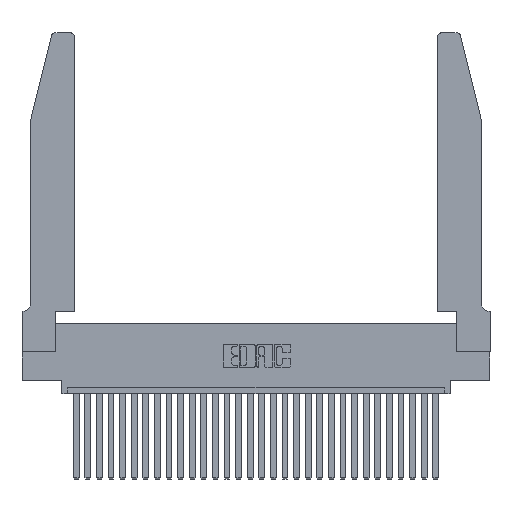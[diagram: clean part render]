
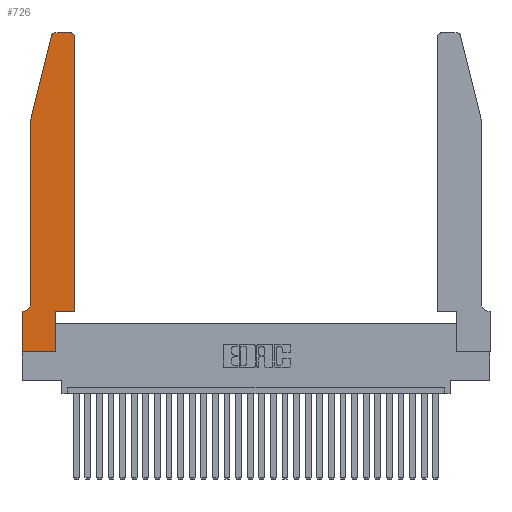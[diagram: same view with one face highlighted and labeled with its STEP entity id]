
A CAD part, top view. The second image highlights one B-rep face of the part: STEP entity #726.
In plain terms, the highlighted planar face has unit normal (0, 0, 1).
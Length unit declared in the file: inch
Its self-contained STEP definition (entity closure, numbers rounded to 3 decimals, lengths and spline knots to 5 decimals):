
#37 = LINE ( 'NONE', #26062, #5881 ) ;
#64 = VECTOR ( 'NONE', #446, 39.37008 ) ;
#121 = CARTESIAN_POINT ( 'NONE',  ( 0.0755, 2., 0.37 ) ) ;
#446 = DIRECTION ( 'NONE',  ( -1., 0., 0. ) ) ;
#650 = CARTESIAN_POINT ( 'NONE',  ( 0.0755, 0.42, 0.37 ) ) ;
#726 = ADVANCED_FACE ( 'NONE', ( #29382 ), #24071, .T. ) ;
#1034 = EDGE_LOOP ( 'NONE', ( #13309, #9551, #5688, #19554, #26910, #24867, #8714, #3860, #3736, #13091, #24352, #28674 ) ) ;
#1197 = EDGE_CURVE ( 'NONE', #22594, #15217, #4995, .T. ) ;
#1404 = CARTESIAN_POINT ( 'NONE',  ( 0.4505, 0.35, 0.37 ) ) ;
#1988 = CARTESIAN_POINT ( 'NONE',  ( 0.4505, 0.35, 0.37 ) ) ;
#2027 = VERTEX_POINT ( 'NONE', #20635 ) ;
#2141 = DIRECTION ( 'NONE',  ( 0., 1., 0. ) ) ;
#2941 = CARTESIAN_POINT ( 'NONE',  ( 0., 0., 0.37 ) ) ;
#3346 = LINE ( 'NONE', #25962, #64 ) ;
#3406 = VECTOR ( 'NONE', #26306, 39.37008 ) ;
#3545 = VECTOR ( 'NONE', #22936, 39.37008 ) ;
#3736 = ORIENTED_EDGE ( 'NONE', *, *, #15600, .T. ) ;
#3860 = ORIENTED_EDGE ( 'NONE', *, *, #11579, .T. ) ;
#4120 = LINE ( 'NONE', #2941, #3406 ) ;
#4324 = CIRCLE ( 'NONE', #19996, 0.03 ) ;
#4415 = LINE ( 'NONE', #25858, #20772 ) ;
#4601 = CIRCLE ( 'NONE', #10989, 0.07 ) ;
#4995 = LINE ( 'NONE', #7738, #3545 ) ;
#5323 = VECTOR ( 'NONE', #8806, 39.37008 ) ;
#5531 = VERTEX_POINT ( 'NONE', #12308 ) ;
#5688 = ORIENTED_EDGE ( 'NONE', *, *, #1197, .T. ) ;
#5881 = VECTOR ( 'NONE', #12140, 39.37008 ) ;
#5918 = EDGE_CURVE ( 'NONE', #14007, #14300, #3346, .T. ) ;
#6339 = DIRECTION ( 'NONE',  ( 1., 0., 0. ) ) ;
#6770 = CARTESIAN_POINT ( 'NONE',  ( 0.25487, 2.72718, 0.37 ) ) ;
#7738 = CARTESIAN_POINT ( 'NONE',  ( 0.0755, 2., 0.37 ) ) ;
#8094 = CARTESIAN_POINT ( 'NONE',  ( 0., 0., 0.37 ) ) ;
#8377 = EDGE_CURVE ( 'NONE', #14300, #22594, #4324, .T. ) ;
#8714 = ORIENTED_EDGE ( 'NONE', *, *, #14892, .T. ) ;
#8781 = CARTESIAN_POINT ( 'NONE',  ( 0., 0., 0.37 ) ) ;
#8806 = DIRECTION ( 'NONE',  ( 0., -1., 0. ) ) ;
#9261 = CARTESIAN_POINT ( 'NONE',  ( 0.2865, 0.35, 0.37 ) ) ;
#9492 = LINE ( 'NONE', #8781, #28014 ) ;
#9551 = ORIENTED_EDGE ( 'NONE', *, *, #8377, .T. ) ;
#10989 = AXIS2_PLACEMENT_3D ( 'NONE', #11862, #23030, #21110 ) ;
#11579 = EDGE_CURVE ( 'NONE', #25284, #17561, #4120, .T. ) ;
#11825 = CARTESIAN_POINT ( 'NONE',  ( 0.2865, 0., 0.37 ) ) ;
#11862 = CARTESIAN_POINT ( 'NONE',  ( 0.0055, 0.42, 0.37 ) ) ;
#12140 = DIRECTION ( 'NONE',  ( 0., 1., 0. ) ) ;
#12258 = CARTESIAN_POINT ( 'NONE',  ( 0.0055, 0.35, 0.37 ) ) ;
#12308 = CARTESIAN_POINT ( 'NONE',  ( 0.4505, 2.72, 0.37 ) ) ;
#12386 = CARTESIAN_POINT ( 'NONE',  ( 0.284, 2.75, 0.37 ) ) ;
#13091 = ORIENTED_EDGE ( 'NONE', *, *, #29740, .T. ) ;
#13309 = ORIENTED_EDGE ( 'NONE', *, *, #5918, .T. ) ;
#13570 = EDGE_CURVE ( 'NONE', #26810, #27419, #4415, .T. ) ;
#13713 = EDGE_CURVE ( 'NONE', #24147, #5531, #37, .T. ) ;
#14007 = VERTEX_POINT ( 'NONE', #25287 ) ;
#14149 = CARTESIAN_POINT ( 'NONE',  ( 0., 0.35, 0.37 ) ) ;
#14300 = VERTEX_POINT ( 'NONE', #12386 ) ;
#14892 = EDGE_CURVE ( 'NONE', #27419, #25284, #9492, .T. ) ;
#15217 = VERTEX_POINT ( 'NONE', #121 ) ;
#15326 = CARTESIAN_POINT ( 'NONE',  ( 0., 0.35, 0.37 ) ) ;
#15580 = CARTESIAN_POINT ( 'NONE',  ( 0.0755, 2., 0.37 ) ) ;
#15600 = EDGE_CURVE ( 'NONE', #17561, #2027, #27966, .T. ) ;
#15750 = CARTESIAN_POINT ( 'NONE',  ( 0.4205, 2.72, 0.37 ) ) ;
#15786 = DIRECTION ( 'NONE',  ( 1., 0., 0. ) ) ;
#16298 = DIRECTION ( 'NONE',  ( -1., 0., 0. ) ) ;
#16816 = EDGE_CURVE ( 'NONE', #22835, #26810, #4601, .T. ) ;
#17561 = VERTEX_POINT ( 'NONE', #11825 ) ;
#17809 = DIRECTION ( 'NONE',  ( 0., -1., 0. ) ) ;
#18134 = CIRCLE ( 'NONE', #19086, 0.03 ) ;
#18183 = AXIS2_PLACEMENT_3D ( 'NONE', #15326, #24680, #22451 ) ;
#19086 = AXIS2_PLACEMENT_3D ( 'NONE', #15750, #25211, #20362 ) ;
#19554 = ORIENTED_EDGE ( 'NONE', *, *, #24245, .T. ) ;
#19996 = AXIS2_PLACEMENT_3D ( 'NONE', #22567, #26970, #6339 ) ;
#20362 = DIRECTION ( 'NONE',  ( 1., 0., 0. ) ) ;
#20635 = CARTESIAN_POINT ( 'NONE',  ( 0.2865, 0.35, 0.37 ) ) ;
#20772 = VECTOR ( 'NONE', #16298, 39.37008 ) ;
#21110 = DIRECTION ( 'NONE',  ( -1., 0., 0. ) ) ;
#21668 = VECTOR ( 'NONE', #15786, 39.37008 ) ;
#22451 = DIRECTION ( 'NONE',  ( 1., 0., 0. ) ) ;
#22567 = CARTESIAN_POINT ( 'NONE',  ( 0.284, 2.72, 0.37 ) ) ;
#22594 = VERTEX_POINT ( 'NONE', #6770 ) ;
#22767 = LINE ( 'NONE', #15580, #5323 ) ;
#22835 = VERTEX_POINT ( 'NONE', #650 ) ;
#22870 = VECTOR ( 'NONE', #2141, 39.37008 ) ;
#22936 = DIRECTION ( 'NONE',  ( -0.239, -0.971, 0. ) ) ;
#23030 = DIRECTION ( 'NONE',  ( 0., 0., -1. ) ) ;
#23166 = EDGE_CURVE ( 'NONE', #5531, #14007, #18134, .T. ) ;
#24071 = PLANE ( 'NONE',  #18183 ) ;
#24147 = VERTEX_POINT ( 'NONE', #1404 ) ;
#24245 = EDGE_CURVE ( 'NONE', #15217, #22835, #22767, .T. ) ;
#24352 = ORIENTED_EDGE ( 'NONE', *, *, #13713, .T. ) ;
#24680 = DIRECTION ( 'NONE',  ( 0., 0., 1. ) ) ;
#24867 = ORIENTED_EDGE ( 'NONE', *, *, #13570, .T. ) ;
#25211 = DIRECTION ( 'NONE',  ( 0., 0., 1. ) ) ;
#25284 = VERTEX_POINT ( 'NONE', #8094 ) ;
#25287 = CARTESIAN_POINT ( 'NONE',  ( 0.4205, 2.75, 0.37 ) ) ;
#25858 = CARTESIAN_POINT ( 'NONE',  ( 0.0755, 0.35, 0.37 ) ) ;
#25962 = CARTESIAN_POINT ( 'NONE',  ( 0.2605, 2.75, 0.37 ) ) ;
#26062 = CARTESIAN_POINT ( 'NONE',  ( 0.4505, 0.35, 0.37 ) ) ;
#26306 = DIRECTION ( 'NONE',  ( 1., 0., 0. ) ) ;
#26810 = VERTEX_POINT ( 'NONE', #12258 ) ;
#26910 = ORIENTED_EDGE ( 'NONE', *, *, #16816, .T. ) ;
#26970 = DIRECTION ( 'NONE',  ( 0., 0., 1. ) ) ;
#27419 = VERTEX_POINT ( 'NONE', #14149 ) ;
#27835 = LINE ( 'NONE', #1988, #21668 ) ;
#27966 = LINE ( 'NONE', #9261, #22870 ) ;
#28014 = VECTOR ( 'NONE', #17809, 39.37008 ) ;
#28674 = ORIENTED_EDGE ( 'NONE', *, *, #23166, .T. ) ;
#29382 = FACE_OUTER_BOUND ( 'NONE', #1034, .T. ) ;
#29740 = EDGE_CURVE ( 'NONE', #2027, #24147, #27835, .T. ) ;
